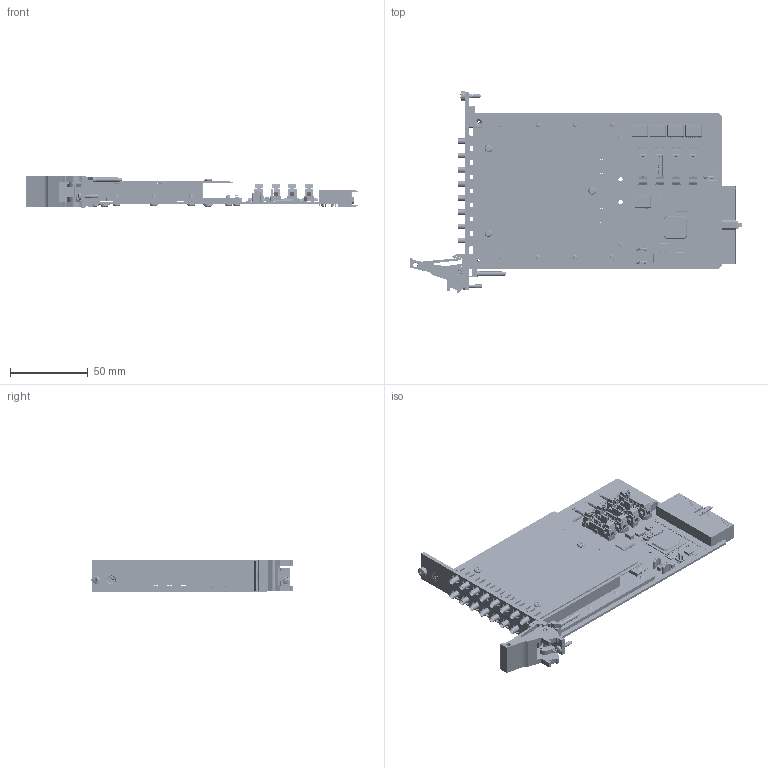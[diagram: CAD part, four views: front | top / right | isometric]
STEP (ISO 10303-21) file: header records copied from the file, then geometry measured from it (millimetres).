
FILE_DESCRIPTION (( 'STEP AP214' ), '1' );
FILE_NAME ('40-877-002 PXI 1 SLT Dual 2x2 Matrix LT 50 Ohm SMB.STEP', '2013-09-13T14:19:10', ( 'admin' ), ( '' ), 'SwSTEP 2.0', 'SolidWorks 2012', '' );
FILE_SCHEMA (( 'AUTOMOTIVE_DESIGN' ));
Length unit declared in the file: millimetre
Products named in the file (1): 40-877-002 PXI 1 SLT Dual 2x2 Matrix LT 50 Ohm SMB
Bounding box: 214.01 x 129.67 x 20.01 mm (x, y, z)
Surface area: 88590.4 mm2 (no closed solid volume)
Topology: 0 solids, 678 shells, 4082 faces, 18473 edges, 14355 vertices
Faces by surface type: plane 3111, cylinder 770, cone 105, torus 65, bspline 23, sphere 8
Full cylindrical faces by diameter (mm): 0.2 x1, 0.38 x11, 0.5 x10, 0.6 x110, 0.762 x54, 0.8 x4, 1.496 x2, 1.524 x8, 2 x6, 2.05 x1, 2.45 x5, 2.5 x4, 2.6 x1, 2.7 x3, 2.8 x1, 3 x3, 3.5 x16, 3.65 x16, 3.95 x15, 4.7 x1, 4.85 x16, 5 x8, 5.3 x1, 6 x1, 6.1 x1, 6.75 x32, 6.8 x3
Entity records: 235413 total; most frequent: CARTESIAN_POINT 47334, DIRECTION 28385, ORIENTED_EDGE 24115, EDGE_CURVE 17833, VERTEX_POINT 14187, VECTOR 13791, LINE 13791, AXIS2_PLACEMENT_3D 7297
